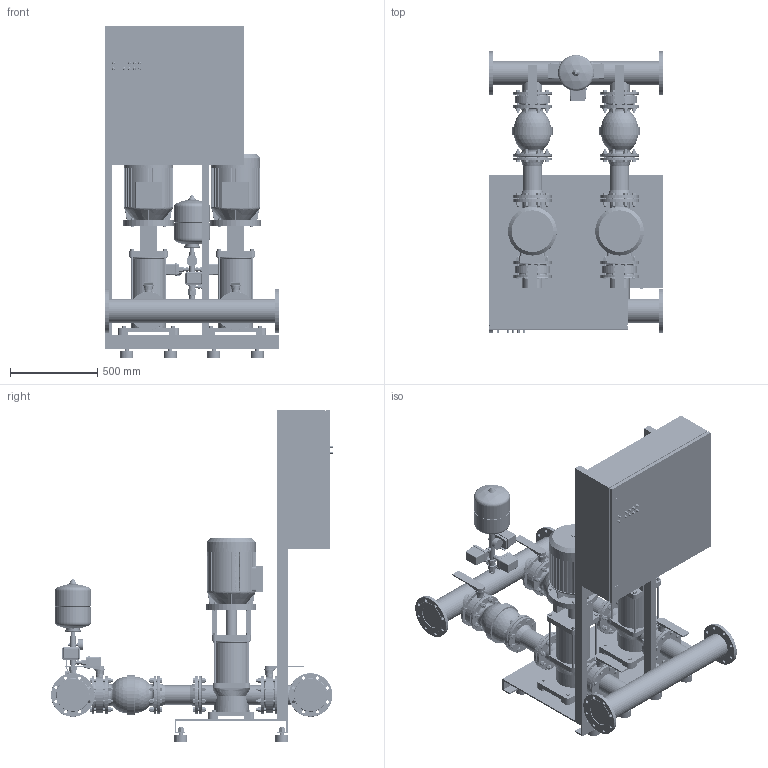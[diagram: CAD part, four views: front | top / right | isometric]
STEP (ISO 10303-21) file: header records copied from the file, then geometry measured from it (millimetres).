
FILE_DESCRIPTION((''),'2;1');
FILE_NAME('3d_FLA-2MVI7002_1PN10-2536590.stp','2013-07-05T14:11:02',(''),(''),'Mechanical Desktop 2009','Mechanical Desktop 2009',', , ');
FILE_SCHEMA(('CONFIG_CONTROL_DESIGN'));
Length unit declared in the file: millimetre
Products named in the file (1): Product
Bounding box: 1000 x 1617 x 1905 mm (x, y, z)
Volume: 352347440.3 mm3; surface area: 13595593.5 mm2
Topology: 170 solids, 170 shells, 4879 faces, 11814 edges, 7581 vertices
Faces by surface type: bspline 2101, plane 1468, cylinder 967, cone 199, torus 118, sphere 26
Full cylindrical faces by diameter (mm): 114.3 x4, 205 x4
Entity records: 160185 total; most frequent: CARTESIAN_POINT 49272, ORIENTED_EDGE 23520, DIRECTION 21440, EDGE_CURVE 11760, VERTEX_POINT 7561, VECTOR 7156, LINE 7156, AXIS2_PLACEMENT_3D 7142
